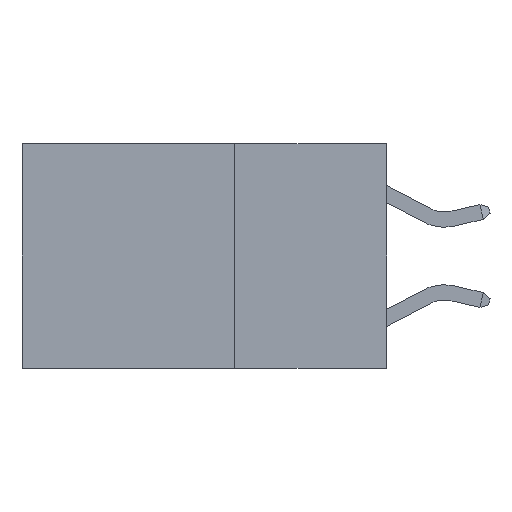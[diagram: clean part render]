
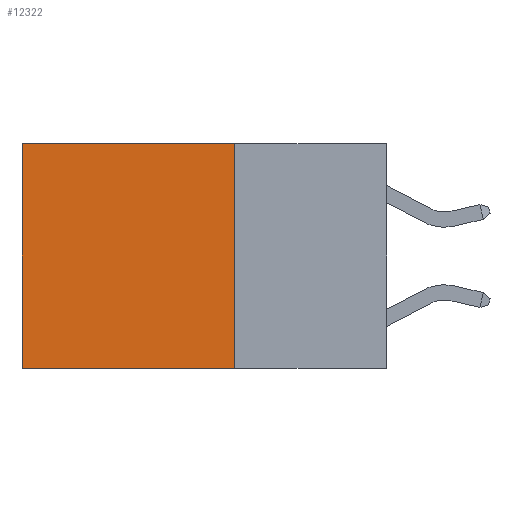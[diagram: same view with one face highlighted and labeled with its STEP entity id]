
A CAD part, left-side view. The second image highlights one B-rep face of the part: STEP entity #12322.
In plain terms, the highlighted planar face has unit normal (-1, 0, 0).
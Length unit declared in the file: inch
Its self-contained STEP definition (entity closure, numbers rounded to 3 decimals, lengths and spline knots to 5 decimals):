
#46 = ORIENTED_EDGE ( 'NONE', *, *, #3729, .F. ) ;
#932 = CARTESIAN_POINT ( 'NONE',  ( 0.2625, 0.25, 0. ) ) ;
#983 = CARTESIAN_POINT ( 'NONE',  ( 0.2625, 0.25, 0. ) ) ;
#1612 = CARTESIAN_POINT ( 'NONE',  ( 0.2625, 0.6, 0. ) ) ;
#2252 = CARTESIAN_POINT ( 'NONE',  ( 0.2625, 0.25, 0. ) ) ;
#2367 = VERTEX_POINT ( 'NONE', #15665 ) ;
#2770 = CARTESIAN_POINT ( 'NONE',  ( 0.2625, 0.25, -0.37 ) ) ;
#2825 = VERTEX_POINT ( 'NONE', #12910 ) ;
#2891 = ORIENTED_EDGE ( 'NONE', *, *, #15302, .T. ) ;
#3051 = VERTEX_POINT ( 'NONE', #10880 ) ;
#3655 = VERTEX_POINT ( 'NONE', #10122 ) ;
#3729 = EDGE_CURVE ( 'NONE', #3655, #2367, #11497, .T. ) ;
#4641 = LINE ( 'NONE', #2252, #11545 ) ;
#5266 = AXIS2_PLACEMENT_3D ( 'NONE', #932, #9721, #13632 ) ;
#5375 = EDGE_LOOP ( 'NONE', ( #6937, #46, #5701, #2891 ) ) ;
#5701 = ORIENTED_EDGE ( 'NONE', *, *, #11887, .F. ) ;
#5735 = DIRECTION ( 'NONE',  ( 0., 1., 0. ) ) ;
#6081 = PLANE ( 'NONE',  #5266 ) ;
#6365 = DIRECTION ( 'NONE',  ( 0., 0., -1. ) ) ;
#6606 = LINE ( 'NONE', #1612, #10950 ) ;
#6937 = ORIENTED_EDGE ( 'NONE', *, *, #8422, .T. ) ;
#8422 = EDGE_CURVE ( 'NONE', #3051, #2367, #6606, .T. ) ;
#9498 = VECTOR ( 'NONE', #5735, 39.37008 ) ;
#9721 = DIRECTION ( 'NONE',  ( 1., 0., 0. ) ) ;
#10122 = CARTESIAN_POINT ( 'NONE',  ( 0.2625, 0.25, -0.37 ) ) ;
#10880 = CARTESIAN_POINT ( 'NONE',  ( 0.2625, 0.6, 0. ) ) ;
#10950 = VECTOR ( 'NONE', #6365, 39.37008 ) ;
#11497 = LINE ( 'NONE', #2770, #13397 ) ;
#11545 = VECTOR ( 'NONE', #13410, 39.37008 ) ;
#11887 = EDGE_CURVE ( 'NONE', #2825, #3655, #4641, .T. ) ;
#12322 = ADVANCED_FACE ( 'NONE', ( #13465 ), #6081, .F. ) ;
#12875 = DIRECTION ( 'NONE',  ( 0., 1., 0. ) ) ;
#12910 = CARTESIAN_POINT ( 'NONE',  ( 0.2625, 0.25, 0. ) ) ;
#13397 = VECTOR ( 'NONE', #12875, 39.37008 ) ;
#13410 = DIRECTION ( 'NONE',  ( 0., 0., -1. ) ) ;
#13465 = FACE_OUTER_BOUND ( 'NONE', #5375, .T. ) ;
#13632 = DIRECTION ( 'NONE',  ( 0., 0., -1. ) ) ;
#15302 = EDGE_CURVE ( 'NONE', #2825, #3051, #15608, .T. ) ;
#15608 = LINE ( 'NONE', #983, #9498 ) ;
#15665 = CARTESIAN_POINT ( 'NONE',  ( 0.2625, 0.6, -0.37 ) ) ;
